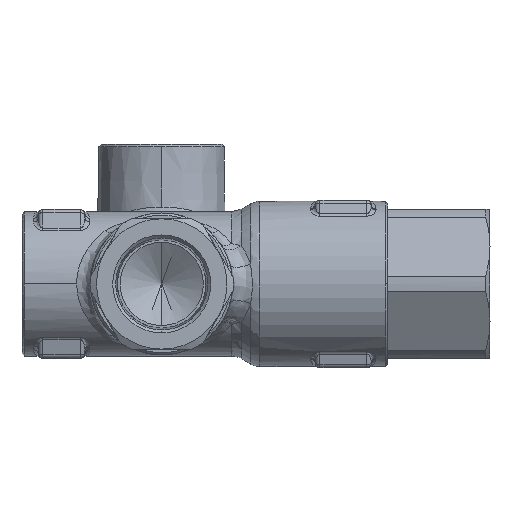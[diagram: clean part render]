
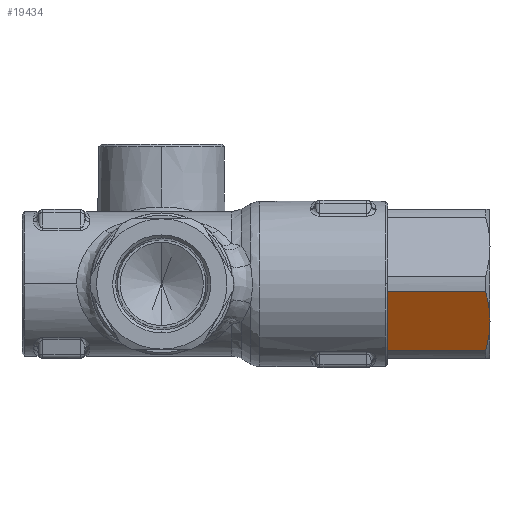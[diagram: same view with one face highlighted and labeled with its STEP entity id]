
A CAD part, front view. The second image highlights one B-rep face of the part: STEP entity #19434.
In plain terms, the highlighted planar face has unit normal (0, -0.866, -0.5).
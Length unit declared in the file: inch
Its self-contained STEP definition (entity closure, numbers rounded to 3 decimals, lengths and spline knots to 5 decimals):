
#355 = EDGE_CURVE ( 'NONE', #13033, #6984, #11076, .T. ) ;
#892 = CARTESIAN_POINT ( 'NONE',  ( 2.73922, -0.68986, -0.06497 ) ) ;
#1588 = FACE_OUTER_BOUND ( 'NONE', #13567, .T. ) ;
#1710 = ORIENTED_EDGE ( 'NONE', *, *, #355, .F. ) ;
#2286 = VERTEX_POINT ( 'NONE', #19692 ) ;
#2392 = CARTESIAN_POINT ( 'NONE',  ( 1.90945, -0.41862, -0.53477 ) ) ;
#2983 = CARTESIAN_POINT ( 'NONE',  ( 2.76062, -0.45135, -0.47808 ) ) ;
#3084 = CARTESIAN_POINT ( 'NONE',  ( 2.76063, -0.6397, -0.15184 ) ) ;
#3123 = CARTESIAN_POINT ( 'NONE',  ( 1.90945, -0.68986, -0.06497 ) ) ;
#4251 = EDGE_CURVE ( 'NONE', #28070, #16710, #8892, .T. ) ;
#4741 = B_SPLINE_CURVE_WITH_KNOTS ( 'NONE', 3,
 ( #40038, #26499, #23247, #3084, #26650, #6474 ),
 .UNSPECIFIED., .F., .F.,
 ( 4, 2, 4 ),
 ( 0., 0.5, 1. ),
 .UNSPECIFIED. ) ;
#4871 = DIRECTION ( 'NONE',  ( 0., -0.866, -0.5 ) ) ;
#4932 = CARTESIAN_POINT ( 'NONE',  ( 1.90945, -0.68405, -0.07503 ) ) ;
#5496 = VERTEX_POINT ( 'NONE', #892 ) ;
#6370 = CARTESIAN_POINT ( 'NONE',  ( 2.75149, -0.42671, -0.52076 ) ) ;
#6474 = CARTESIAN_POINT ( 'NONE',  ( 2.73922, -0.68986, -0.06497 ) ) ;
#6984 = VERTEX_POINT ( 'NONE', #19572 ) ;
#7952 = ORIENTED_EDGE ( 'NONE', *, *, #17253, .T. ) ;
#8097 = CARTESIAN_POINT ( 'NONE',  ( 1.90945, -0.68986, -0.06497 ) ) ;
#8184 = LINE ( 'NONE', #34294, #42969 ) ;
#8657 = ORIENTED_EDGE ( 'NONE', *, *, #10729, .F. ) ;
#8888 = CARTESIAN_POINT ( 'NONE',  ( 2.34512, -0.68986, -0.06497 ) ) ;
#8892 = B_SPLINE_CURVE_WITH_KNOTS ( 'NONE', 3,
 ( #36698, #6370, #2983, #16507, #40082, #19919 ),
 .UNSPECIFIED., .F., .F.,
 ( 4, 2, 4 ),
 ( 0., 0.5, 1. ),
 .UNSPECIFIED. ) ;
#9988 = LINE ( 'NONE', #36929, #11056 ) ;
#10109 = DIRECTION ( 'NONE',  ( 1., 0., 0. ) ) ;
#10729 = EDGE_CURVE ( 'NONE', #6984, #41013, #32951, .T. ) ;
#11056 = VECTOR ( 'NONE', #10109, 39.37008 ) ;
#11076 = B_SPLINE_CURVE_WITH_KNOTS ( 'NONE', 3,
 ( #34828, #31429, #34682, #14619 ),
 .UNSPECIFIED., .F., .F.,
 ( 4, 4 ),
 ( 0., 1. ),
 .UNSPECIFIED. ) ;
#12747 = VECTOR ( 'NONE', #32451, 39.37008 ) ;
#13033 = VERTEX_POINT ( 'NONE', #2392 ) ;
#13567 = EDGE_LOOP ( 'NONE', ( #8657, #1710, #29713, #22498, #23651, #34665, #7952 ) ) ;
#14246 = DIRECTION ( 'NONE',  ( 0., 0.5, -0.866 ) ) ;
#14619 = CARTESIAN_POINT ( 'NONE',  ( 1.90945, -0.67244, -0.09515 ) ) ;
#14900 = CARTESIAN_POINT ( 'NONE',  ( 1.90945, -0.67824, -0.08509 ) ) ;
#16507 = CARTESIAN_POINT ( 'NONE',  ( 2.77259, -0.49885, -0.39581 ) ) ;
#16710 = VERTEX_POINT ( 'NONE', #31196 ) ;
#17253 = EDGE_CURVE ( 'NONE', #5496, #41013, #39629, .T. ) ;
#19434 = ADVANCED_FACE ( 'NONE', ( #1588 ), #41817, .T. ) ;
#19572 = CARTESIAN_POINT ( 'NONE',  ( 1.90945, -0.67244, -0.09515 ) ) ;
#19692 = CARTESIAN_POINT ( 'NONE',  ( 1.90945, -0.40119, -0.56495 ) ) ;
#19919 = CARTESIAN_POINT ( 'NONE',  ( 2.77559, -0.54553, -0.31496 ) ) ;
#22498 = ORIENTED_EDGE ( 'NONE', *, *, #33848, .T. ) ;
#23247 = CARTESIAN_POINT ( 'NONE',  ( 2.77259, -0.59221, -0.23411 ) ) ;
#23651 = ORIENTED_EDGE ( 'NONE', *, *, #4251, .T. ) ;
#25269 = EDGE_CURVE ( 'NONE', #13033, #2286, #8184, .T. ) ;
#26499 = CARTESIAN_POINT ( 'NONE',  ( 2.77559, -0.56872, -0.27479 ) ) ;
#26650 = CARTESIAN_POINT ( 'NONE',  ( 2.7515, -0.66434, -0.10917 ) ) ;
#28070 = VERTEX_POINT ( 'NONE', #41772 ) ;
#28420 = DIRECTION ( 'NONE',  ( 0., 0.5, -0.866 ) ) ;
#28477 = CARTESIAN_POINT ( 'NONE',  ( 1.90945, -0.68986, -0.06497 ) ) ;
#29092 = EDGE_CURVE ( 'NONE', #16710, #5496, #4741, .T. ) ;
#29713 = ORIENTED_EDGE ( 'NONE', *, *, #25269, .T. ) ;
#31196 = CARTESIAN_POINT ( 'NONE',  ( 2.77559, -0.54553, -0.31496 ) ) ;
#31429 = CARTESIAN_POINT ( 'NONE',  ( 1.90945, -0.50323, -0.38823 ) ) ;
#32451 = DIRECTION ( 'NONE',  ( -1., 0., 0. ) ) ;
#32951 = B_SPLINE_CURVE_WITH_KNOTS ( 'NONE', 3,
 ( #40375, #14900, #4932, #28477 ),
 .UNSPECIFIED., .F., .F.,
 ( 4, 4 ),
 ( 0., 1. ),
 .UNSPECIFIED. ) ;
#33848 = EDGE_CURVE ( 'NONE', #2286, #28070, #9988, .T. ) ;
#33989 = AXIS2_PLACEMENT_3D ( 'NONE', #8097, #4871, #28420 ) ;
#34294 = CARTESIAN_POINT ( 'NONE',  ( 1.90945, -0.54553, -0.31496 ) ) ;
#34665 = ORIENTED_EDGE ( 'NONE', *, *, #29092, .T. ) ;
#34682 = CARTESIAN_POINT ( 'NONE',  ( 1.90945, -0.58783, -0.24169 ) ) ;
#34828 = CARTESIAN_POINT ( 'NONE',  ( 1.90945, -0.41862, -0.53477 ) ) ;
#36698 = CARTESIAN_POINT ( 'NONE',  ( 2.73922, -0.40119, -0.56495 ) ) ;
#36929 = CARTESIAN_POINT ( 'NONE',  ( 2.32434, -0.40119, -0.56495 ) ) ;
#39629 = LINE ( 'NONE', #8888, #12747 ) ;
#40038 = CARTESIAN_POINT ( 'NONE',  ( 2.77559, -0.54553, -0.31496 ) ) ;
#40082 = CARTESIAN_POINT ( 'NONE',  ( 2.77559, -0.52232, -0.35515 ) ) ;
#40375 = CARTESIAN_POINT ( 'NONE',  ( 1.90945, -0.67244, -0.09515 ) ) ;
#41013 = VERTEX_POINT ( 'NONE', #3123 ) ;
#41772 = CARTESIAN_POINT ( 'NONE',  ( 2.73922, -0.40119, -0.56495 ) ) ;
#41817 = PLANE ( 'NONE',  #33989 ) ;
#42969 = VECTOR ( 'NONE', #14246, 39.37008 ) ;
